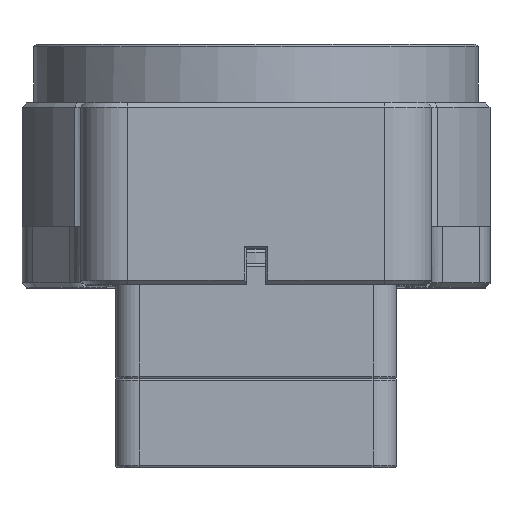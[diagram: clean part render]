
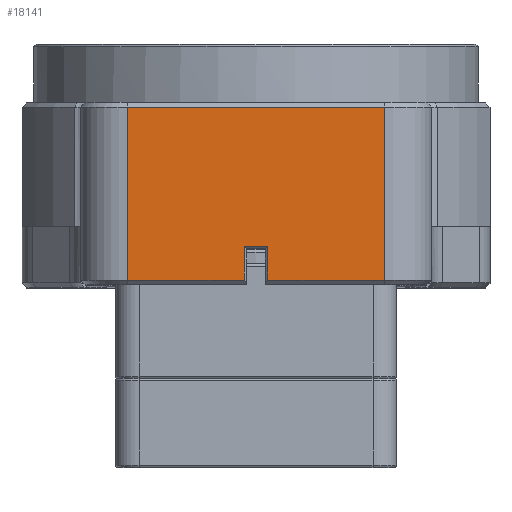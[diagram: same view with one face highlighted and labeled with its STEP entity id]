
A CAD part, top view. The second image highlights one B-rep face of the part: STEP entity #18141.
In plain terms, the highlighted planar face has unit normal (0, 0, 1).
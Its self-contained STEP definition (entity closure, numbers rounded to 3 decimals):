
#1394 = CARTESIAN_POINT ( 'NONE',  ( -2.5, 8.7, 85. ) ) ;
#1881 = CARTESIAN_POINT ( 'NONE',  ( 27.5, 38.5, 85. ) ) ;
#2220 = AXIS2_PLACEMENT_3D ( 'NONE', #14395, #14347, #14289 ) ;
#2279 = EDGE_CURVE ( 'NONE', #4217, #8842, #25530, .T. ) ;
#2702 = VERTEX_POINT ( 'NONE', #20437 ) ;
#2759 = ORIENTED_EDGE ( 'NONE', *, *, #24153, .T. ) ;
#2863 = ORIENTED_EDGE ( 'NONE', *, *, #29204, .T. ) ;
#2878 = ORIENTED_EDGE ( 'NONE', *, *, #26497, .T. ) ;
#2929 = ORIENTED_EDGE ( 'NONE', *, *, #15993, .T. ) ;
#3108 = VECTOR ( 'NONE', #15612, 1000. ) ;
#3123 = ORIENTED_EDGE ( 'NONE', *, *, #35938, .T. ) ;
#3169 = ORIENTED_EDGE ( 'NONE', *, *, #2279, .F. ) ;
#3320 = CARTESIAN_POINT ( 'NONE',  ( -2.5, 39.5, 85. ) ) ;
#3355 = ORIENTED_EDGE ( 'NONE', *, *, #25605, .T. ) ;
#3406 = ORIENTED_EDGE ( 'NONE', *, *, #11740, .T. ) ;
#3440 = CARTESIAN_POINT ( 'NONE',  ( 2.5, 8.7, 85. ) ) ;
#3557 = DIRECTION ( 'NONE',  ( 0., -1., 0. ) ) ;
#3605 = CARTESIAN_POINT ( 'NONE',  ( -27.5, 39.5, 85. ) ) ;
#3611 = LINE ( 'NONE', #3605, #34786 ) ;
#3878 = CARTESIAN_POINT ( 'NONE',  ( -27.5, 38.5, 85. ) ) ;
#4217 = VERTEX_POINT ( 'NONE', #1881 ) ;
#4258 = EDGE_LOOP ( 'NONE', ( #2759, #2863, #2878, #2929, #3123, #3169, #3355, #3406 ) ) ;
#6002 = DIRECTION ( 'NONE',  ( 1., 0., 0. ) ) ;
#6585 = VECTOR ( 'NONE', #15083, 1000. ) ;
#7836 = VERTEX_POINT ( 'NONE', #3440 ) ;
#8713 = CARTESIAN_POINT ( 'NONE',  ( -27.5, 38.5, 85. ) ) ;
#8842 = VERTEX_POINT ( 'NONE', #24184 ) ;
#8945 = VERTEX_POINT ( 'NONE', #21724 ) ;
#10773 = VECTOR ( 'NONE', #25483, 1000. ) ;
#11200 = DIRECTION ( 'NONE',  ( 1., 0., 0. ) ) ;
#11740 = EDGE_CURVE ( 'NONE', #30534, #19797, #3611, .T. ) ;
#13703 = VECTOR ( 'NONE', #17762, 1000. ) ;
#14289 = DIRECTION ( 'NONE',  ( -1., 0., 0. ) ) ;
#14347 = DIRECTION ( 'NONE',  ( 0., 0., -1. ) ) ;
#14395 = CARTESIAN_POINT ( 'NONE',  ( -27.5, 39.5, 85. ) ) ;
#14440 = PLANE ( 'NONE',  #2220 ) ;
#14446 = FACE_OUTER_BOUND ( 'NONE', #4258, .T. ) ;
#15083 = DIRECTION ( 'NONE',  ( 0., 1., 0. ) ) ;
#15612 = DIRECTION ( 'NONE',  ( -1., 0., 0. ) ) ;
#15751 = CARTESIAN_POINT ( 'NONE',  ( -27.5, 1.5, 85. ) ) ;
#15993 = EDGE_CURVE ( 'NONE', #7836, #2702, #17852, .T. ) ;
#17762 = DIRECTION ( 'NONE',  ( 0., -1., 0. ) ) ;
#17802 = CARTESIAN_POINT ( 'NONE',  ( 2.5, 39.5, 85. ) ) ;
#17852 = LINE ( 'NONE', #17802, #13703 ) ;
#18141 = ADVANCED_FACE ( 'NONE', ( #14446 ), #14440, .F. ) ;
#18188 = VECTOR ( 'NONE', #6002, 1000. ) ;
#18691 = VERTEX_POINT ( 'NONE', #1394 ) ;
#19797 = VERTEX_POINT ( 'NONE', #15751 ) ;
#20437 = CARTESIAN_POINT ( 'NONE',  ( 2.5, 1.5, 85. ) ) ;
#20578 = LINE ( 'NONE', #32023, #18188 ) ;
#21724 = CARTESIAN_POINT ( 'NONE',  ( -2.5, 1.5, 85. ) ) ;
#24153 = EDGE_CURVE ( 'NONE', #19797, #8945, #28137, .T. ) ;
#24184 = CARTESIAN_POINT ( 'NONE',  ( 27.5, 1.5, 85. ) ) ;
#25483 = DIRECTION ( 'NONE',  ( 0., -1., 0. ) ) ;
#25524 = CARTESIAN_POINT ( 'NONE',  ( 27.5, 39.5, 85. ) ) ;
#25530 = LINE ( 'NONE', #25524, #10773 ) ;
#25605 = EDGE_CURVE ( 'NONE', #4217, #30534, #30016, .T. ) ;
#25796 = LINE ( 'NONE', #37025, #28956 ) ;
#26497 = EDGE_CURVE ( 'NONE', #18691, #7836, #25796, .T. ) ;
#27610 = VECTOR ( 'NONE', #27957, 1000. ) ;
#27957 = DIRECTION ( 'NONE',  ( 1., 0., 0. ) ) ;
#28051 = CARTESIAN_POINT ( 'NONE',  ( -27.5, 1.5, 85. ) ) ;
#28137 = LINE ( 'NONE', #28051, #27610 ) ;
#28956 = VECTOR ( 'NONE', #11200, 1000. ) ;
#29204 = EDGE_CURVE ( 'NONE', #8945, #18691, #29511, .T. ) ;
#29511 = LINE ( 'NONE', #3320, #6585 ) ;
#30016 = LINE ( 'NONE', #3878, #3108 ) ;
#30534 = VERTEX_POINT ( 'NONE', #8713 ) ;
#32023 = CARTESIAN_POINT ( 'NONE',  ( -27.5, 1.5, 85. ) ) ;
#34786 = VECTOR ( 'NONE', #3557, 1000. ) ;
#35938 = EDGE_CURVE ( 'NONE', #2702, #8842, #20578, .T. ) ;
#37025 = CARTESIAN_POINT ( 'NONE',  ( 2., 8.7, 85. ) ) ;
